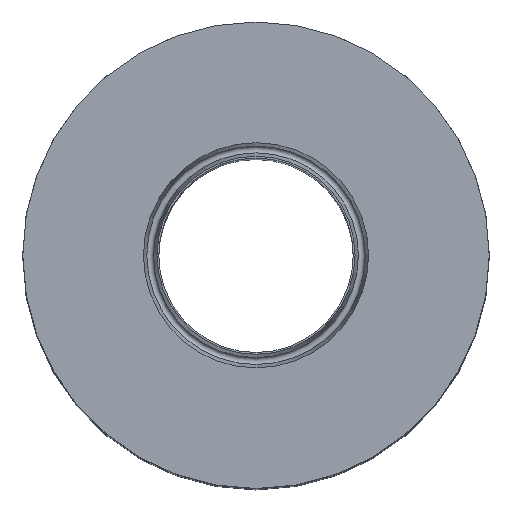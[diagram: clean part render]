
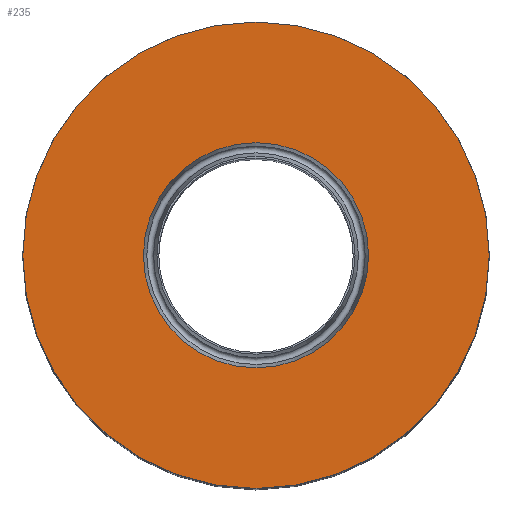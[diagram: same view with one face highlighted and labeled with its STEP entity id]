
A CAD part, top view. The second image highlights one B-rep face of the part: STEP entity #235.
In plain terms, the highlighted planar face has unit normal (0, 0, 1).
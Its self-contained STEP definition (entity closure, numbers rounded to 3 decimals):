
#4 = FACE_BOUND ( 'NONE', #57, .T. ) ;
#11 = EDGE_CURVE ( 'NONE', #618, #618, #87, .T. ) ;
#57 = EDGE_LOOP ( 'NONE', ( #113 ) ) ;
#80 = ORIENTED_EDGE ( 'NONE', *, *, #249, .T. ) ;
#87 = CIRCLE ( 'NONE', #263, 2.894 ) ;
#113 = ORIENTED_EDGE ( 'NONE', *, *, #11, .F. ) ;
#121 = EDGE_LOOP ( 'NONE', ( #80 ) ) ;
#235 = ADVANCED_FACE ( 'NONE', ( #671, #4 ), #510, .F. ) ;
#249 = EDGE_CURVE ( 'NONE', #640, #640, #719, .T. ) ;
#263 = AXIS2_PLACEMENT_3D ( 'NONE', #368, #374, #375 ) ;
#318 = AXIS2_PLACEMENT_3D ( 'NONE', #506, #519, #520 ) ;
#337 = AXIS2_PLACEMENT_3D ( 'NONE', #553, #588, #589 ) ;
#368 = CARTESIAN_POINT ( 'NONE',  ( 0., 0., 0. ) ) ;
#374 = DIRECTION ( 'NONE',  ( 0., 0., 1. ) ) ;
#375 = DIRECTION ( 'NONE',  ( 1., 0., 0. ) ) ;
#506 = CARTESIAN_POINT ( 'NONE',  ( 0., 2.5, 0. ) ) ;
#510 = PLANE ( 'NONE',  #318 ) ;
#519 = DIRECTION ( 'NONE',  ( 0., 0., -1. ) ) ;
#520 = DIRECTION ( 'NONE',  ( -1., 0., 0. ) ) ;
#553 = CARTESIAN_POINT ( 'NONE',  ( 0., 0., 0. ) ) ;
#588 = DIRECTION ( 'NONE',  ( 0., 0., 1. ) ) ;
#589 = DIRECTION ( 'NONE',  ( 1., 0., 0. ) ) ;
#618 = VERTEX_POINT ( 'NONE', #619 ) ;
#619 = CARTESIAN_POINT ( 'NONE',  ( 2.894, 0., 0. ) ) ;
#640 = VERTEX_POINT ( 'NONE', #641 ) ;
#641 = CARTESIAN_POINT ( 'NONE',  ( 5.997, 0., 0. ) ) ;
#671 = FACE_OUTER_BOUND ( 'NONE', #121, .T. ) ;
#719 = CIRCLE ( 'NONE', #337, 5.997 ) ;
